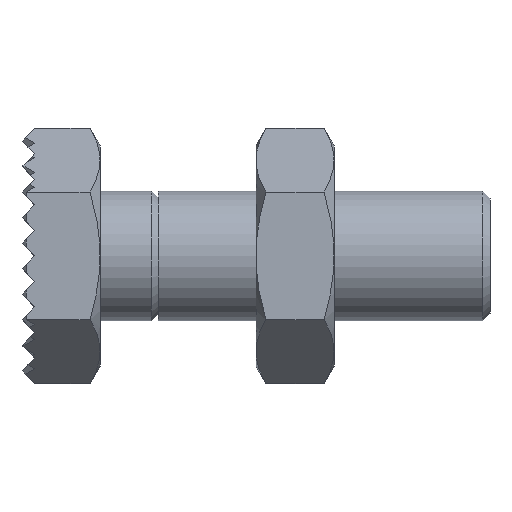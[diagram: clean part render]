
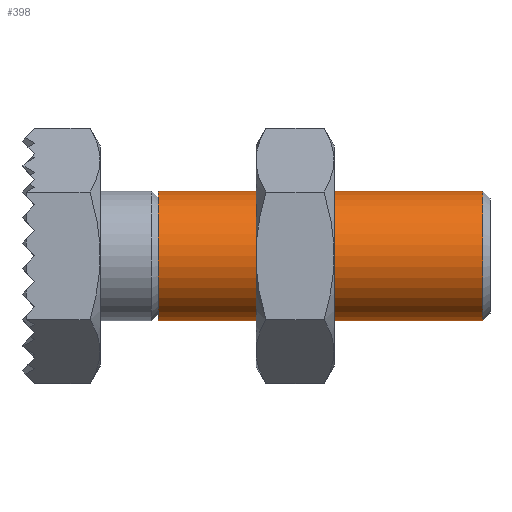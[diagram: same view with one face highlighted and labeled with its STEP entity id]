
A CAD part, top view. The second image highlights one B-rep face of the part: STEP entity #398.
In plain terms, the highlighted cylindrical face has radius 5 mm (diameter 10 mm), a partial arc.
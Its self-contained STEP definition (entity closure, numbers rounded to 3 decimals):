
#398=ADVANCED_FACE('',(#1140),#1141,.T.);
#1140=FACE_OUTER_BOUND('',#2234,.T.);
#1141=CYLINDRICAL_SURFACE('',#2235,5.0);
#2234=EDGE_LOOP('',(#3329,#3330,#3331,#3332));
#2235=AXIS2_PLACEMENT_3D('',#3333,#3334,#3335);
#3329=ORIENTED_EDGE('',*,*,#6028,.F.);
#3330=ORIENTED_EDGE('',*,*,#6029,.T.);
#3331=ORIENTED_EDGE('',*,*,#6030,.F.);
#3332=ORIENTED_EDGE('',*,*,#6024,.F.);
#3333=CARTESIAN_POINT('',(16.979,0.0,0.0));
#3334=DIRECTION('',(1.0,0.0,0.0));
#3335=DIRECTION('',(0.0,1.0,0.0));
#6024=EDGE_CURVE('',#7024,#7027,#7028,.T.);
#6028=EDGE_CURVE('',#7033,#7024,#7034,.T.);
#6029=EDGE_CURVE('',#7033,#7035,#7036,.T.);
#6030=EDGE_CURVE('',#7027,#7035,#7037,.T.);
#7024=VERTEX_POINT('',#8326);
#7027=VERTEX_POINT('',#8330);
#7028=CIRCLE('',#8331,5.0);
#7033=VERTEX_POINT('',#8337);
#7034=LINE('',#8338,#8339);
#7035=VERTEX_POINT('',#8340);
#7036=CIRCLE('',#8341,5.0);
#7037=LINE('',#8342,#8343);
#8326=CARTESIAN_POINT('',(29.459,5.0,0.0));
#8330=CARTESIAN_POINT('',(29.459,-5.0,0.));
#8331=AXIS2_PLACEMENT_3D('',#10526,#10527,#10528);
#8337=CARTESIAN_POINT('',(4.5,5.0,0.0));
#8338=CARTESIAN_POINT('',(16.979,5.0,0.));
#8339=VECTOR('',#10533,1.0);
#8340=CARTESIAN_POINT('',(4.5,-5.0,0.));
#8341=AXIS2_PLACEMENT_3D('',#10534,#10535,#10536);
#8342=CARTESIAN_POINT('',(16.979,-5.0,0.));
#8343=VECTOR('',#10537,1.0);
#10526=CARTESIAN_POINT('',(29.459,0.0,0.0));
#10527=DIRECTION('',(1.0,0.0,0.0));
#10528=DIRECTION('',(0.0,1.0,0.0));
#10533=DIRECTION('',(1.0,0.0,0.0));
#10534=CARTESIAN_POINT('',(4.5,0.0,0.0));
#10535=DIRECTION('',(1.0,0.0,0.0));
#10536=DIRECTION('',(0.0,1.0,0.0));
#10537=DIRECTION('',(-1.0,-0.0,-0.0));
